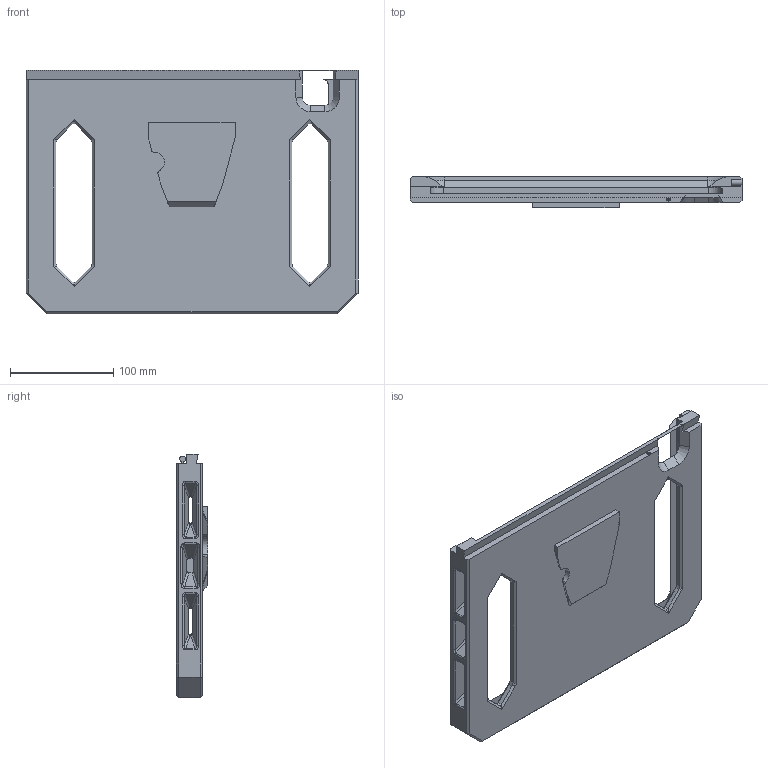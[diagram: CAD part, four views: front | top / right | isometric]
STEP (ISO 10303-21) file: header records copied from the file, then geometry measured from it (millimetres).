
FILE_DESCRIPTION(/* description */ (''),/* implementation_level */ '2;1');
FILE_NAME(/* name */ 'Ipad Case 6th Gen 12.9 Inovativ QR Mount v29bot.step',/* time_stamp */ '2024-05-04T19:44:54-07:00',/* author */ (''),/* organization */ (''),/* preprocessor_version */ 'ST-DEVELOPER v20',/* originating_system */ 'Autodesk Translation Framework v12.20.1.177',/* authorisation */ '');
FILE_SCHEMA (('AUTOMOTIVE_DESIGN { 1 0 10303 214 3 1 1 }'));
Length unit declared in the file: millimetre
Products named in the file (2): Ipad Case 6th Gen 12.9  Inovativ QR Mount; Power Button
Assembly tree (1 placements, depth 2):
  Ipad Case 6th Gen 12.9  Inovativ QR Mount
    Power Button
Bounding box: 321.15 x 30.07 x 235.45 mm (x, y, z)
Volume: 758547 mm3; surface area: 181840.1 mm2
Topology: 3 solids, 3 shells, 305 faces, 738 edges, 439 vertices
Faces by surface type: plane 186, cylinder 62, bspline 45, cone 10, torus 2
Entity records: 10035 total; most frequent: CARTESIAN_POINT 2984, ORIENTED_EDGE 1476, DIRECTION 1398, EDGE_CURVE 738, LINE 508, VECTOR 508, AXIS2_PLACEMENT_3D 445, VERTEX_POINT 439
